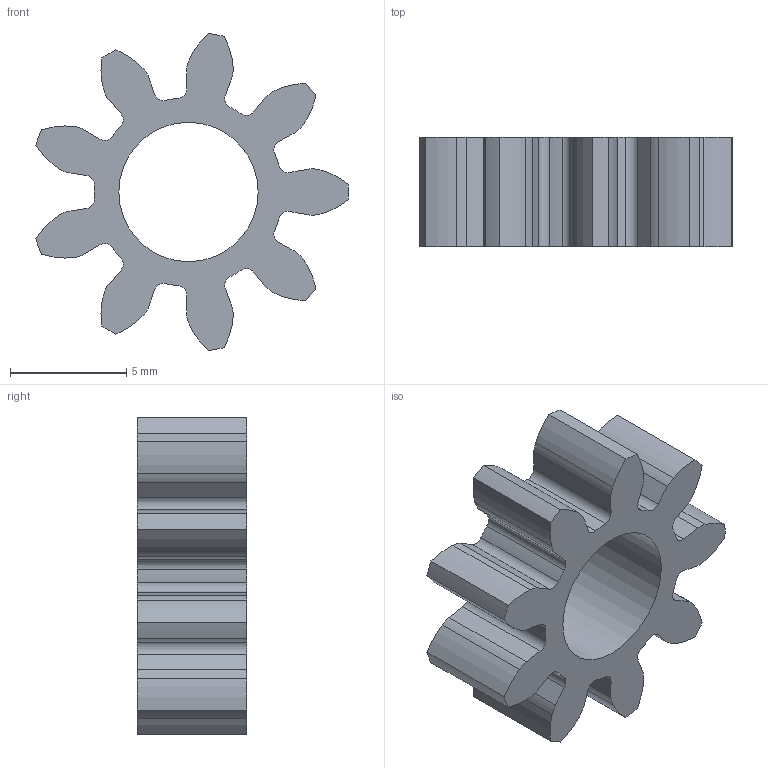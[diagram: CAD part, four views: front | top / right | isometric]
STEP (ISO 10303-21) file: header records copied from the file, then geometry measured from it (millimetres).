
FILE_DESCRIPTION(/* description */ (''),/* implementation_level */ '2;1');
FILE_NAME(/* name */ 'Planet Gear.step',/* time_stamp */ '2023-01-14T13:49:07-07:00',/* author */ (''),/* organization */ (''),/* preprocessor_version */ 'ST-DEVELOPER v19.2',/* originating_system */ 'Autodesk Translation Framework v11.17.0.187',/* authorisation */ '');
FILE_SCHEMA (('AUTOMOTIVE_DESIGN { 1 0 10303 214 3 1 1 }'));
Length unit declared in the file: millimetre
Products named in the file (2): (Unsaved); Spur Gear (9 teeth)
Assembly tree (1 placements, depth 2):
  (Unsaved)
    Spur Gear (9 teeth)
Bounding box: 13.45 x 4.7 x 13.65 mm (x, y, z)
Volume: 310.8 mm3; surface area: 550.9 mm2
Topology: 1 solids, 1 shells, 93 faces, 273 edges, 182 vertices
Faces by surface type: cylinder 37, bspline 36, plane 20
Full cylindrical faces by diameter (mm): 6 x1
Entity records: 3374 total; most frequent: CARTESIAN_POINT 1019, ORIENTED_EDGE 546, DIRECTION 395, EDGE_CURVE 273, VERTEX_POINT 182, AXIS2_PLACEMENT_3D 134, LINE 127, VECTOR 127
